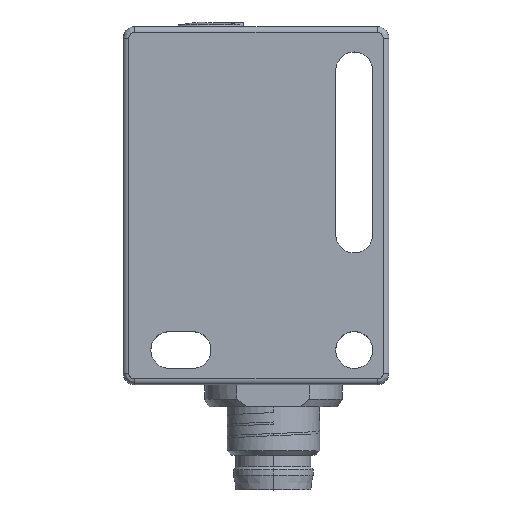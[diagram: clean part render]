
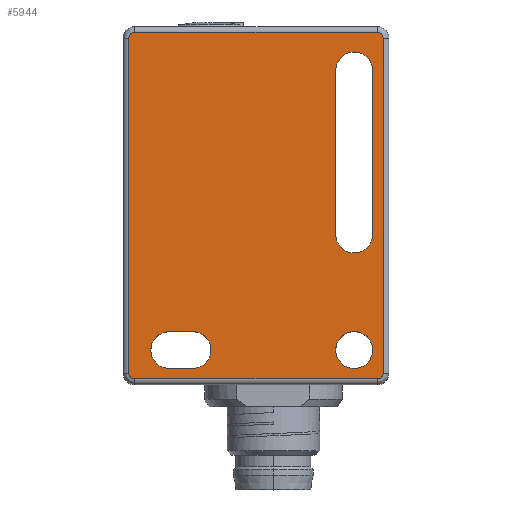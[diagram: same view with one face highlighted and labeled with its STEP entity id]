
A CAD part, top view. The second image highlights one B-rep face of the part: STEP entity #5944.
In plain terms, the highlighted planar face has unit normal (0, 0, 1).
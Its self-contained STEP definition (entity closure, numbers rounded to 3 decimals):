
#1214=DIRECTION('',(-1.,0.,0.));
#1215=VECTOR('',#1214,21.);
#1216=CARTESIAN_POINT('',(2.,-2.5,5.5));
#1217=LINE('',#1216,#1215);
#1267=CARTESIAN_POINT('',(-19.,-2.,5.5));
#1268=DIRECTION('',(0.,0.,-1.));
#1269=DIRECTION('',(0.,-1.,0.));
#1270=AXIS2_PLACEMENT_3D('',#1267,#1268,#1269);
#1535=CARTESIAN_POINT('',(2.,-2.,5.5));
#1536=DIRECTION('',(0.,0.,-1.));
#1537=DIRECTION('',(1.,0.,0.));
#1538=AXIS2_PLACEMENT_3D('',#1535,#1536,#1537);
#1551=CARTESIAN_POINT('',(0.,0.,5.5));
#1552=DIRECTION('',(0.,0.,1.));
#1553=DIRECTION('',(1.,0.,0.));
#1554=AXIS2_PLACEMENT_3D('',#1551,#1552,#1553);
#1559=CARTESIAN_POINT('',(0.,0.,5.5));
#1560=DIRECTION('',(0.,0.,1.));
#1561=DIRECTION('',(-1.,0.,0.));
#1562=AXIS2_PLACEMENT_3D('',#1559,#1560,#1561);
#1567=CARTESIAN_POINT('',(0.,24.2,5.5));
#1568=DIRECTION('',(0.,0.,1.));
#1569=DIRECTION('',(1.,0.,0.));
#1570=AXIS2_PLACEMENT_3D('',#1567,#1568,#1569);
#1575=DIRECTION('',(0.,-1.,0.));
#1576=VECTOR('',#1575,14.2);
#1577=CARTESIAN_POINT('',(-1.6,24.2,5.5));
#1578=LINE('',#1577,#1576);
#1582=CARTESIAN_POINT('',(0.,10.,5.5));
#1583=DIRECTION('',(0.,0.,1.));
#1584=DIRECTION('',(-1.,0.,0.));
#1585=AXIS2_PLACEMENT_3D('',#1582,#1583,#1584);
#1590=DIRECTION('',(0.,1.,0.));
#1591=VECTOR('',#1590,14.2);
#1592=CARTESIAN_POINT('',(1.6,10.,5.5));
#1593=LINE('',#1592,#1591);
#1597=CARTESIAN_POINT('',(-16.,0.,5.5));
#1598=DIRECTION('',(0.,0.,1.));
#1599=DIRECTION('',(0.,1.,0.));
#1600=AXIS2_PLACEMENT_3D('',#1597,#1598,#1599);
#1605=DIRECTION('',(1.,0.,0.));
#1606=VECTOR('',#1605,2.);
#1607=CARTESIAN_POINT('',(-16.,-1.6,5.5));
#1608=LINE('',#1607,#1606);
#1612=CARTESIAN_POINT('',(-14.,0.,5.5));
#1613=DIRECTION('',(0.,0.,1.));
#1614=DIRECTION('',(0.,-1.,0.));
#1615=AXIS2_PLACEMENT_3D('',#1612,#1613,#1614);
#1620=DIRECTION('',(-1.,0.,0.));
#1621=VECTOR('',#1620,2.);
#1622=CARTESIAN_POINT('',(-14.,1.6,5.5));
#1623=LINE('',#1622,#1621);
#1634=DIRECTION('',(0.,-1.,0.));
#1635=VECTOR('',#1634,29.);
#1636=CARTESIAN_POINT('',(2.5,27.,5.5));
#1637=LINE('',#1636,#1635);
#1671=CARTESIAN_POINT('',(2.,27.,5.5));
#1672=DIRECTION('',(0.,0.,-1.));
#1673=DIRECTION('',(0.,1.,0.));
#1674=AXIS2_PLACEMENT_3D('',#1671,#1672,#1673);
#1694=DIRECTION('',(1.,0.,0.));
#1695=VECTOR('',#1694,21.);
#1696=CARTESIAN_POINT('',(-19.,27.5,5.5));
#1697=LINE('',#1696,#1695);
#1962=CARTESIAN_POINT('',(-19.,27.,5.5));
#1963=DIRECTION('',(0.,0.,-1.));
#1964=DIRECTION('',(-1.,0.,0.));
#1965=AXIS2_PLACEMENT_3D('',#1962,#1963,#1964);
#1985=DIRECTION('',(0.,1.,0.));
#1986=VECTOR('',#1985,29.);
#1987=CARTESIAN_POINT('',(-19.5,-2.,5.5));
#1988=LINE('',#1987,#1986);
#3823=CARTESIAN_POINT('',(1.6,0.,5.5));
#3824=CARTESIAN_POINT('',(-1.6,0.,5.5));
#3825=VERTEX_POINT('',#3823);
#3826=VERTEX_POINT('',#3824);
#3827=CARTESIAN_POINT('',(1.6,24.2,5.5));
#3828=CARTESIAN_POINT('',(-1.6,24.2,5.5));
#3829=VERTEX_POINT('',#3827);
#3830=VERTEX_POINT('',#3828);
#3831=CARTESIAN_POINT('',(-1.6,10.,5.5));
#3832=VERTEX_POINT('',#3831);
#3833=CARTESIAN_POINT('',(1.6,10.,5.5));
#3834=VERTEX_POINT('',#3833);
#3843=CARTESIAN_POINT('',(-16.,1.6,5.5));
#3844=CARTESIAN_POINT('',(-16.,-1.6,5.5));
#3845=VERTEX_POINT('',#3843);
#3846=VERTEX_POINT('',#3844);
#3847=CARTESIAN_POINT('',(-14.,-1.6,5.5));
#3848=VERTEX_POINT('',#3847);
#3849=CARTESIAN_POINT('',(-14.,1.6,5.5));
#3850=VERTEX_POINT('',#3849);
#3887=CARTESIAN_POINT('',(2.5,27.,5.5));
#3888=CARTESIAN_POINT('',(2.5,-2.,5.5));
#3889=VERTEX_POINT('',#3887);
#3890=VERTEX_POINT('',#3888);
#3893=CARTESIAN_POINT('',(2.,-2.5,5.5));
#3894=VERTEX_POINT('',#3893);
#3895=CARTESIAN_POINT('',(-19.,-2.5,5.5));
#3896=VERTEX_POINT('',#3895);
#3901=CARTESIAN_POINT('',(-19.5,-2.,5.5));
#3902=VERTEX_POINT('',#3901);
#3905=CARTESIAN_POINT('',(-19.5,27.,5.5));
#3906=VERTEX_POINT('',#3905);
#3909=CARTESIAN_POINT('',(-19.,27.5,5.5));
#3910=VERTEX_POINT('',#3909);
#3913=CARTESIAN_POINT('',(2.,27.5,5.5));
#3914=VERTEX_POINT('',#3913);
#5898=CARTESIAN_POINT('',(-20.,28.,5.5));
#5899=DIRECTION('',(0.,0.,1.));
#5900=DIRECTION('',(1.,0.,0.));
#5901=AXIS2_PLACEMENT_3D('',#5898,#5899,#5900);
#5902=PLANE('',#5901);
#5904=ORIENTED_EDGE('',*,*,#5903,.T.);
#5905=ORIENTED_EDGE('',*,*,#5891,.T.);
#5906=ORIENTED_EDGE('',*,*,#5641,.T.);
#5907=ORIENTED_EDGE('',*,*,#5682,.T.);
#5909=ORIENTED_EDGE('',*,*,#5908,.T.);
#5911=ORIENTED_EDGE('',*,*,#5910,.T.);
#5913=ORIENTED_EDGE('',*,*,#5912,.T.);
#5915=ORIENTED_EDGE('',*,*,#5914,.T.);
#5916=EDGE_LOOP('',(#5904,#5905,#5906,#5907,#5909,#5911,#5913,#5915));
#5917=FACE_OUTER_BOUND('',#5916,.F.);
#5919=ORIENTED_EDGE('',*,*,#5918,.T.);
#5921=ORIENTED_EDGE('',*,*,#5920,.T.);
#5922=EDGE_LOOP('',(#5919,#5921));
#5923=FACE_BOUND('',#5922,.F.);
#5925=ORIENTED_EDGE('',*,*,#5924,.T.);
#5927=ORIENTED_EDGE('',*,*,#5926,.T.);
#5929=ORIENTED_EDGE('',*,*,#5928,.T.);
#5931=ORIENTED_EDGE('',*,*,#5930,.T.);
#5932=EDGE_LOOP('',(#5925,#5927,#5929,#5931));
#5933=FACE_BOUND('',#5932,.F.);
#5935=ORIENTED_EDGE('',*,*,#5934,.T.);
#5937=ORIENTED_EDGE('',*,*,#5936,.T.);
#5939=ORIENTED_EDGE('',*,*,#5938,.T.);
#5941=ORIENTED_EDGE('',*,*,#5940,.T.);
#5942=EDGE_LOOP('',(#5935,#5937,#5939,#5941));
#5943=FACE_BOUND('',#5942,.F.);
#5944=ADVANCED_FACE('',(#5917,#5923,#5933,#5943),#5902,.T.);
#1271=CIRCLE('',#1270,0.5);
#1539=CIRCLE('',#1538,0.5);
#1555=CIRCLE('',#1554,1.6);
#1563=CIRCLE('',#1562,1.6);
#1571=CIRCLE('',#1570,1.6);
#1586=CIRCLE('',#1585,1.6);
#1601=CIRCLE('',#1600,1.6);
#1616=CIRCLE('',#1615,1.6);
#1675=CIRCLE('',#1674,0.5);
#1966=CIRCLE('',#1965,0.5);
#5641=EDGE_CURVE('',#3894,#3896,#1217,.T.);
#5682=EDGE_CURVE('',#3896,#3902,#1271,.T.);
#5891=EDGE_CURVE('',#3890,#3894,#1539,.T.);
#5903=EDGE_CURVE('',#3889,#3890,#1637,.T.);
#5908=EDGE_CURVE('',#3902,#3906,#1988,.T.);
#5910=EDGE_CURVE('',#3906,#3910,#1966,.T.);
#5912=EDGE_CURVE('',#3910,#3914,#1697,.T.);
#5914=EDGE_CURVE('',#3914,#3889,#1675,.T.);
#5918=EDGE_CURVE('',#3825,#3826,#1555,.T.);
#5920=EDGE_CURVE('',#3826,#3825,#1563,.T.);
#5924=EDGE_CURVE('',#3829,#3830,#1571,.T.);
#5926=EDGE_CURVE('',#3830,#3832,#1578,.T.);
#5928=EDGE_CURVE('',#3832,#3834,#1586,.T.);
#5930=EDGE_CURVE('',#3834,#3829,#1593,.T.);
#5934=EDGE_CURVE('',#3845,#3846,#1601,.T.);
#5936=EDGE_CURVE('',#3846,#3848,#1608,.T.);
#5938=EDGE_CURVE('',#3848,#3850,#1616,.T.);
#5940=EDGE_CURVE('',#3850,#3845,#1623,.T.);
